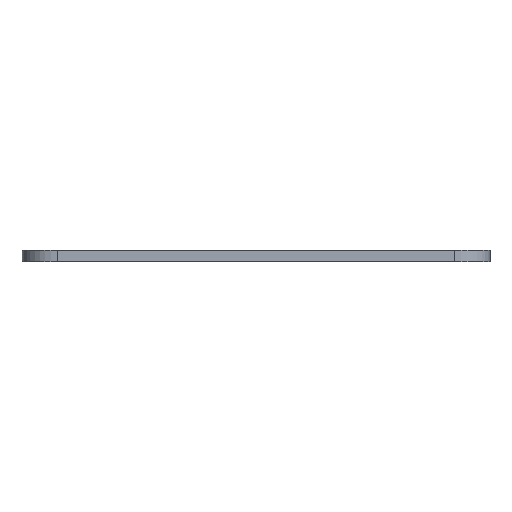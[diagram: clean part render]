
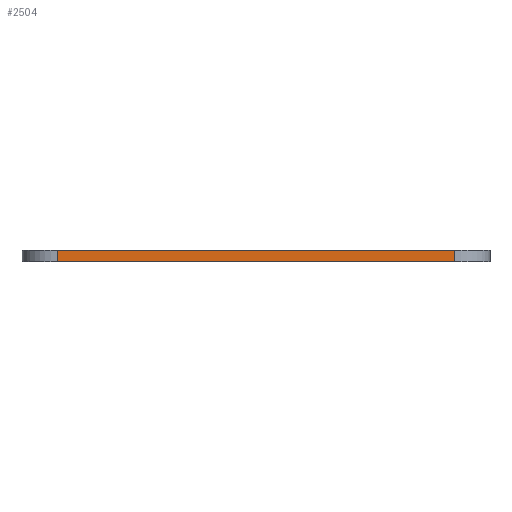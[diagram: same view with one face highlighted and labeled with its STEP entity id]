
A CAD part, left-side view. The second image highlights one B-rep face of the part: STEP entity #2504.
In plain terms, the highlighted planar face has unit normal (-1, 0, 0).
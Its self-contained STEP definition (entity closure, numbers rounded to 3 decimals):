
#202=FACE_OUTER_BOUND('',#324,.T.);
#324=EDGE_LOOP('',(#1980,#1981,#1982,#1983));
#615=LINE('',#3953,#927);
#616=LINE('',#3957,#928);
#617=LINE('',#3959,#929);
#618=LINE('',#3960,#930);
#927=VECTOR('',#3241,10.);
#928=VECTOR('',#3246,10.);
#929=VECTOR('',#3247,10.);
#930=VECTOR('',#3248,10.);
#1186=VERTEX_POINT('',#3950);
#1187=VERTEX_POINT('',#3952);
#1188=VERTEX_POINT('',#3956);
#1189=VERTEX_POINT('',#3958);
#1522=EDGE_CURVE('',#1187,#1186,#615,.T.);
#1524=EDGE_CURVE('',#1186,#1188,#616,.T.);
#1525=EDGE_CURVE('',#1189,#1188,#617,.T.);
#1526=EDGE_CURVE('',#1189,#1187,#618,.T.);
#1980=ORIENTED_EDGE('',*,*,#1524,.T.);
#1981=ORIENTED_EDGE('',*,*,#1525,.F.);
#1982=ORIENTED_EDGE('',*,*,#1526,.T.);
#1983=ORIENTED_EDGE('',*,*,#1522,.T.);
#2384=PLANE('',#2678);
#2504=ADVANCED_FACE('',(#202),#2384,.T.);
#2678=AXIS2_PLACEMENT_3D('',#3955,#3244,#3245);
#3241=DIRECTION('',(0.,0.,1.));
#3244=DIRECTION('center_axis',(-1.,0.,0.));
#3245=DIRECTION('ref_axis',(0.,0.,1.));
#3246=DIRECTION('',(0.,1.,0.));
#3247=DIRECTION('',(0.,0.,1.));
#3248=DIRECTION('',(0.,-1.,0.));
#3950=CARTESIAN_POINT('',(-20.,-17.,1.));
#3952=CARTESIAN_POINT('',(-20.,-17.,0.));
#3953=CARTESIAN_POINT('',(-20.,-17.,0.));
#3955=CARTESIAN_POINT('Origin',(-20.,-17.,0.));
#3956=CARTESIAN_POINT('',(-20.,17.,1.));
#3957=CARTESIAN_POINT('',(-20.,17.,1.));
#3958=CARTESIAN_POINT('',(-20.,17.,0.));
#3959=CARTESIAN_POINT('',(-20.,17.,0.));
#3960=CARTESIAN_POINT('',(-20.,17.,0.));
